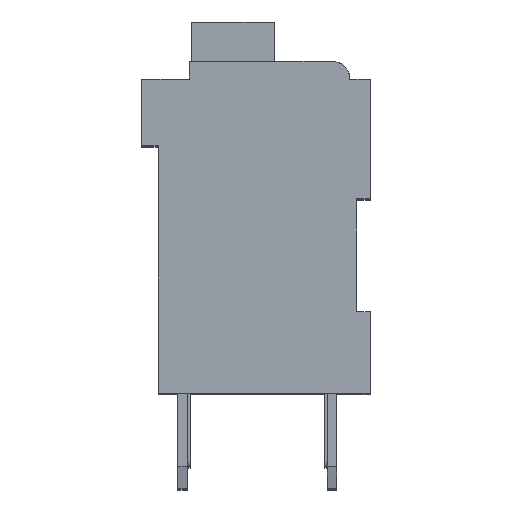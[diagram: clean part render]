
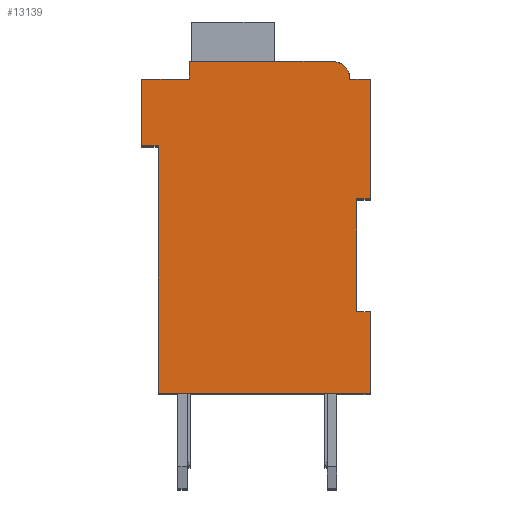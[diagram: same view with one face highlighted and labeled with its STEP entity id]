
A CAD part, top view. The second image highlights one B-rep face of the part: STEP entity #13139.
In plain terms, the highlighted planar face has unit normal (0, 0, 1).
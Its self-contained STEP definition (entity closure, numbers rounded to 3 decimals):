
#2186=DIRECTION('',(1.,0.,0.));
#2187=VECTOR('',#2186,0.5);
#2188=CARTESIAN_POINT('',(7.3,7.15,2.1));
#2189=LINE('',#2188,#2187);
#2190=DIRECTION('',(0.,1.,0.));
#2191=VECTOR('',#2190,4.15);
#2192=CARTESIAN_POINT('',(7.3,3.,2.1));
#2193=LINE('',#2192,#2191);
#2194=DIRECTION('',(-1.,0.,0.));
#2195=VECTOR('',#2194,0.5);
#2196=CARTESIAN_POINT('',(7.8,3.,2.1));
#2197=LINE('',#2196,#2195);
#2198=DIRECTION('',(0.,1.,0.));
#2199=VECTOR('',#2198,3.);
#2200=CARTESIAN_POINT('',(7.8,0.,2.1));
#2201=LINE('',#2200,#2199);
#2202=DIRECTION('',(1.,0.,0.));
#2203=VECTOR('',#2202,7.8);
#2204=CARTESIAN_POINT('',(0.,0.,2.1));
#2205=LINE('',#2204,#2203);
#2206=DIRECTION('',(0.,-1.,0.));
#2207=VECTOR('',#2206,9.1);
#2208=CARTESIAN_POINT('',(0.,9.1,2.1));
#2209=LINE('',#2208,#2207);
#2210=DIRECTION('',(1.,0.,0.));
#2211=VECTOR('',#2210,0.6);
#2212=CARTESIAN_POINT('',(-0.6,9.1,2.1));
#2213=LINE('',#2212,#2211);
#2214=DIRECTION('',(0.,-1.,0.));
#2215=VECTOR('',#2214,2.45);
#2216=CARTESIAN_POINT('',(-0.6,11.55,2.1));
#2217=LINE('',#2216,#2215);
#2218=DIRECTION('',(-1.,0.,0.));
#2219=VECTOR('',#2218,1.75);
#2220=CARTESIAN_POINT('',(1.15,11.55,2.1));
#2221=LINE('',#2220,#2219);
#2222=DIRECTION('',(0.,-1.,0.));
#2223=VECTOR('',#2222,0.65);
#2224=CARTESIAN_POINT('',(1.15,12.2,2.1));
#2225=LINE('',#2224,#2223);
#2226=DIRECTION('',(-1.,0.,0.));
#2227=VECTOR('',#2226,5.25);
#2228=CARTESIAN_POINT('',(6.4,12.2,2.1));
#2229=LINE('',#2228,#2227);
#2230=CARTESIAN_POINT('',(6.4,11.55,2.1));
#2231=DIRECTION('',(0.,0.,1.));
#2232=DIRECTION('',(1.,0.,0.));
#2233=AXIS2_PLACEMENT_3D('',#2230,#2231,#2232);
#2235=DIRECTION('',(-1.,0.,0.));
#2236=VECTOR('',#2235,0.75);
#2237=CARTESIAN_POINT('',(7.8,11.55,2.1));
#2238=LINE('',#2237,#2236);
#2239=DIRECTION('',(0.,1.,0.));
#2240=VECTOR('',#2239,4.4);
#2241=CARTESIAN_POINT('',(7.8,7.15,2.1));
#2242=LINE('',#2241,#2240);
#8491=CARTESIAN_POINT('',(7.3,7.15,2.1));
#8492=CARTESIAN_POINT('',(7.8,7.15,2.1));
#8493=VERTEX_POINT('',#8491);
#8494=VERTEX_POINT('',#8492);
#8495=CARTESIAN_POINT('',(7.8,11.55,2.1));
#8496=VERTEX_POINT('',#8495);
#8497=CARTESIAN_POINT('',(7.05,11.55,2.1));
#8498=VERTEX_POINT('',#8497);
#8499=CARTESIAN_POINT('',(6.4,12.2,2.1));
#8500=VERTEX_POINT('',#8499);
#8501=CARTESIAN_POINT('',(1.15,12.2,2.1));
#8502=VERTEX_POINT('',#8501);
#8503=CARTESIAN_POINT('',(1.15,11.55,2.1));
#8504=VERTEX_POINT('',#8503);
#8505=CARTESIAN_POINT('',(-0.6,11.55,2.1));
#8506=VERTEX_POINT('',#8505);
#8507=CARTESIAN_POINT('',(-0.6,9.1,2.1));
#8508=VERTEX_POINT('',#8507);
#8509=CARTESIAN_POINT('',(0.,9.1,2.1));
#8510=VERTEX_POINT('',#8509);
#8511=CARTESIAN_POINT('',(0.,0.,2.1));
#8512=VERTEX_POINT('',#8511);
#8513=CARTESIAN_POINT('',(7.8,0.,2.1));
#8514=VERTEX_POINT('',#8513);
#8515=CARTESIAN_POINT('',(7.8,3.,2.1));
#8516=VERTEX_POINT('',#8515);
#8517=CARTESIAN_POINT('',(7.3,3.,2.1));
#8518=VERTEX_POINT('',#8517);
#13115=CARTESIAN_POINT('',(0.,0.,2.1));
#13116=DIRECTION('',(0.,0.,1.));
#13117=DIRECTION('',(1.,0.,0.));
#13118=AXIS2_PLACEMENT_3D('',#13115,#13116,#13117);
#13119=PLANE('',#13118);
#13120=ORIENTED_EDGE('',*,*,#11156,.F.);
#13121=ORIENTED_EDGE('',*,*,#11606,.F.);
#13123=ORIENTED_EDGE('',*,*,#13122,.F.);
#13125=ORIENTED_EDGE('',*,*,#13124,.F.);
#13127=ORIENTED_EDGE('',*,*,#13126,.F.);
#13128=ORIENTED_EDGE('',*,*,#11768,.F.);
#13129=ORIENTED_EDGE('',*,*,#11864,.F.);
#13130=ORIENTED_EDGE('',*,*,#12033,.F.);
#13131=ORIENTED_EDGE('',*,*,#12207,.F.);
#13132=ORIENTED_EDGE('',*,*,#12276,.F.);
#13133=ORIENTED_EDGE('',*,*,#12557,.F.);
#13134=ORIENTED_EDGE('',*,*,#12959,.F.);
#13135=ORIENTED_EDGE('',*,*,#12863,.F.);
#13136=ORIENTED_EDGE('',*,*,#11402,.F.);
#13137=EDGE_LOOP('',(#13120,#13121,#13123,#13125,#13127,#13128,#13129,#13130,
#13131,#13132,#13133,#13134,#13135,#13136));
#13138=FACE_OUTER_BOUND('',#13137,.F.);
#2234=CIRCLE('',#2233,0.65);
#11156=EDGE_CURVE('',#8493,#8494,#2189,.T.);
#11402=EDGE_CURVE('',#8494,#8496,#2242,.T.);
#11606=EDGE_CURVE('',#8518,#8493,#2193,.T.);
#11768=EDGE_CURVE('',#8510,#8512,#2209,.T.);
#11864=EDGE_CURVE('',#8508,#8510,#2213,.T.);
#12033=EDGE_CURVE('',#8506,#8508,#2217,.T.);
#12207=EDGE_CURVE('',#8504,#8506,#2221,.T.);
#12276=EDGE_CURVE('',#8502,#8504,#2225,.T.);
#12557=EDGE_CURVE('',#8500,#8502,#2229,.T.);
#12863=EDGE_CURVE('',#8496,#8498,#2238,.T.);
#12959=EDGE_CURVE('',#8498,#8500,#2234,.T.);
#13122=EDGE_CURVE('',#8516,#8518,#2197,.T.);
#13124=EDGE_CURVE('',#8514,#8516,#2201,.T.);
#13126=EDGE_CURVE('',#8512,#8514,#2205,.T.);
#13139=ADVANCED_FACE('',(#13138),#13119,.T.);
